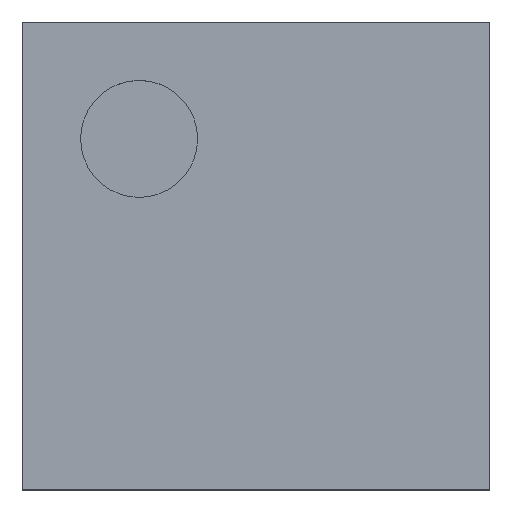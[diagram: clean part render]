
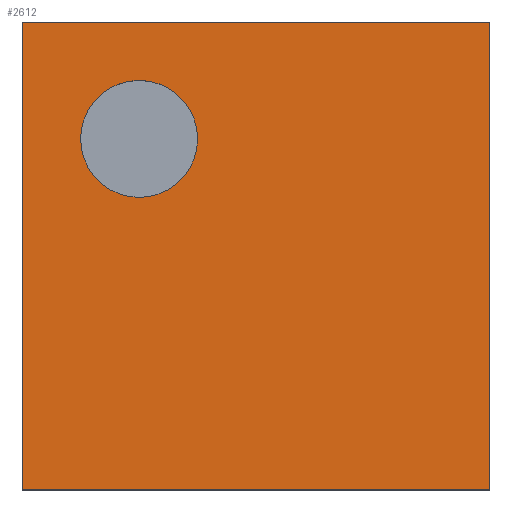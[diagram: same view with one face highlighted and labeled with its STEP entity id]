
A CAD part, top view. The second image highlights one B-rep face of the part: STEP entity #2612.
In plain terms, the highlighted planar face has unit normal (0, 0, 1).
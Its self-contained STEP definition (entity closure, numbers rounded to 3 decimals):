
#1234=CARTESIAN_POINT('',(-0.25,0.5,0.9));
#1235=VERTEX_POINT('',#1234);
#1244=CARTESIAN_POINT('',(-0.75,0.5,0.9));
#1245=VERTEX_POINT('',#1244);
#1246=CARTESIAN_POINT('',(-0.5,0.5,0.9));
#1247=DIRECTION('',(0.0,0.0,-1.0));
#1248=DIRECTION('',(1.0,0.0,0.0));
#1249=AXIS2_PLACEMENT_3D('',#1246,#1247,#1248);
#1250=CIRCLE('',#1249,0.25);
#1251=EDGE_CURVE('',#1245,#1235,#1250,.T.);
#1285=CARTESIAN_POINT('',(-0.5,0.5,0.9));
#1286=DIRECTION('',(0.0,0.0,-1.0));
#1287=DIRECTION('',(1.0,0.0,0.0));
#1288=AXIS2_PLACEMENT_3D('',#1285,#1286,#1287);
#1289=CIRCLE('',#1288,0.25);
#1290=EDGE_CURVE('',#1235,#1245,#1289,.T.);
#2480=CARTESIAN_POINT('',(1.0,1.0,0.9));
#2481=VERTEX_POINT('',#2480);
#2488=CARTESIAN_POINT('',(1.0,-1.0,0.9));
#2489=VERTEX_POINT('',#2488);
#2490=CARTESIAN_POINT('',(1.0,1.0,0.9));
#2491=DIRECTION('',(0.0,-1.0,0.0));
#2492=VECTOR('',#2491,2.0);
#2493=LINE('',#2490,#2492);
#2494=EDGE_CURVE('',#2481,#2489,#2493,.T.);
#2521=CARTESIAN_POINT('',(-1.0,-1.0,0.9));
#2522=VERTEX_POINT('',#2521);
#2523=CARTESIAN_POINT('',(1.0,-1.0,0.9));
#2524=DIRECTION('',(-1.0,0.0,0.0));
#2525=VECTOR('',#2524,2.0);
#2526=LINE('',#2523,#2525);
#2527=EDGE_CURVE('',#2489,#2522,#2526,.T.);
#2552=CARTESIAN_POINT('',(-1.0,1.0,0.9));
#2553=VERTEX_POINT('',#2552);
#2554=CARTESIAN_POINT('',(-1.0,-1.0,0.9));
#2555=DIRECTION('',(0.0,1.0,0.0));
#2556=VECTOR('',#2555,2.0);
#2557=LINE('',#2554,#2556);
#2558=EDGE_CURVE('',#2522,#2553,#2557,.T.);
#2585=CARTESIAN_POINT('',(-1.0,1.0,0.9));
#2586=DIRECTION('',(1.0,0.0,0.0));
#2587=VECTOR('',#2586,2.0);
#2588=LINE('',#2585,#2587);
#2589=EDGE_CURVE('',#2553,#2481,#2588,.T.);
#2597=CARTESIAN_POINT('',(0.0,0.,0.9));
#2598=DIRECTION('',(0.0,0.0,1.0));
#2599=DIRECTION('',(1.0,0.0,0.0));
#2600=AXIS2_PLACEMENT_3D('',#2597,#2598,#2599);
#2601=PLANE('',#2600);
#2602=ORIENTED_EDGE('',*,*,#2494,.F.);
#2603=ORIENTED_EDGE('',*,*,#2589,.F.);
#2604=ORIENTED_EDGE('',*,*,#2558,.F.);
#2605=ORIENTED_EDGE('',*,*,#2527,.F.);
#2606=EDGE_LOOP('',(#2602,#2603,#2604,#2605));
#2607=FACE_OUTER_BOUND('',#2606,.T.);
#2608=ORIENTED_EDGE('',*,*,#1290,.T.);
#2609=ORIENTED_EDGE('',*,*,#1251,.T.);
#2610=EDGE_LOOP('',(#2608,#2609));
#2611=FACE_BOUND('',#2610,.T.);
#2612=ADVANCED_FACE('',(#2607,#2611),#2601,.T.);
